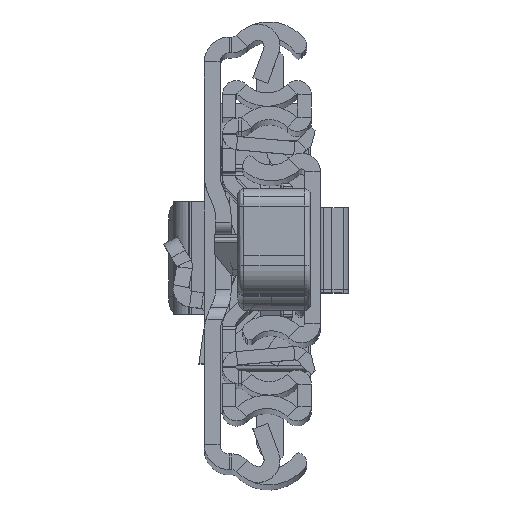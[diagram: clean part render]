
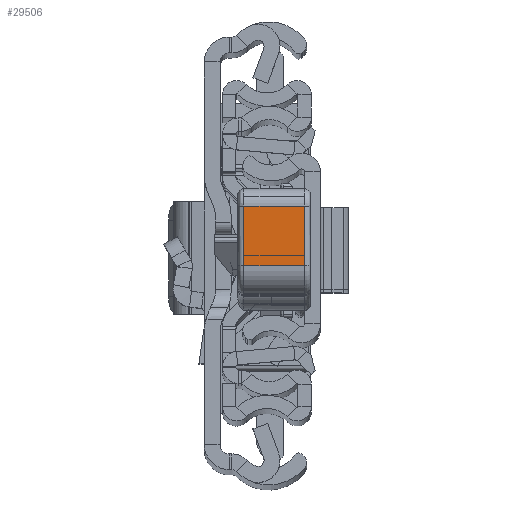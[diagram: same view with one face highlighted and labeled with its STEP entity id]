
A CAD part, top view. The second image highlights one B-rep face of the part: STEP entity #29506.
In plain terms, the highlighted face is planar.
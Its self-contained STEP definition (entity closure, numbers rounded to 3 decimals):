
#27 = CARTESIAN_POINT ( 'NONE',  ( 39.55, -12.274, 0. ) ) ;
#3727 = VECTOR ( 'NONE', #25692, 1000. ) ;
#5172 = CARTESIAN_POINT ( 'NONE',  ( 39.55, -12.274, -11. ) ) ;
#5448 = LINE ( 'NONE', #34815, #23432 ) ;
#7104 = CARTESIAN_POINT ( 'NONE',  ( 39.55, -12.274, -11. ) ) ;
#7394 = VERTEX_POINT ( 'NONE', #20787 ) ;
#8400 = ORIENTED_EDGE ( 'NONE', *, *, #35398, .F. ) ;
#8953 = ORIENTED_EDGE ( 'NONE', *, *, #23803, .F. ) ;
#9691 = EDGE_LOOP ( 'NONE', ( #8953, #25919, #8400, #9775 ) ) ;
#9775 = ORIENTED_EDGE ( 'NONE', *, *, #18729, .F. ) ;
#10213 = DIRECTION ( 'NONE',  ( -0.027, -1., 0. ) ) ;
#11116 = VERTEX_POINT ( 'NONE', #30688 ) ;
#12096 = CARTESIAN_POINT ( 'NONE',  ( 39.55, -12.274, 0. ) ) ;
#13200 = CARTESIAN_POINT ( 'NONE',  ( 39.818, -2.465, 0. ) ) ;
#15789 = CARTESIAN_POINT ( 'NONE',  ( 39.818, -2.465, -11. ) ) ;
#17604 = DIRECTION ( 'NONE',  ( -0.027, -1., 0. ) ) ;
#18729 = EDGE_CURVE ( 'NONE', #21612, #36483, #20045, .T. ) ;
#19474 = EDGE_CURVE ( 'NONE', #11116, #7394, #5448, .T. ) ;
#20045 = LINE ( 'NONE', #27, #3727 ) ;
#20111 = AXIS2_PLACEMENT_3D ( 'NONE', #5172, #35893, #10213 ) ;
#20787 = CARTESIAN_POINT ( 'NONE',  ( 39.55, -12.274, -10. ) ) ;
#21246 = VECTOR ( 'NONE', #29864, 1000. ) ;
#21421 = LINE ( 'NONE', #15789, #21246 ) ;
#21612 = VERTEX_POINT ( 'NONE', #12096 ) ;
#23432 = VECTOR ( 'NONE', #17604, 1000. ) ;
#23803 = EDGE_CURVE ( 'NONE', #7394, #21612, #36119, .T. ) ;
#24489 = PLANE ( 'NONE',  #20111 ) ;
#25692 = DIRECTION ( 'NONE',  ( 0.027, 1., 0. ) ) ;
#25919 = ORIENTED_EDGE ( 'NONE', *, *, #19474, .F. ) ;
#29506 = ADVANCED_FACE ( 'NONE', ( #30832 ), #24489, .F. ) ;
#29864 = DIRECTION ( 'NONE',  ( 0., 0., -1. ) ) ;
#30688 = CARTESIAN_POINT ( 'NONE',  ( 39.818, -2.465, -10. ) ) ;
#30832 = FACE_OUTER_BOUND ( 'NONE', #9691, .T. ) ;
#33488 = DIRECTION ( 'NONE',  ( 0., 0., 1. ) ) ;
#34815 = CARTESIAN_POINT ( 'NONE',  ( 39.55, -12.274, -10. ) ) ;
#35398 = EDGE_CURVE ( 'NONE', #36483, #11116, #21421, .T. ) ;
#35736 = VECTOR ( 'NONE', #33488, 1000. ) ;
#35893 = DIRECTION ( 'NONE',  ( -1., 0.027, 0. ) ) ;
#36119 = LINE ( 'NONE', #7104, #35736 ) ;
#36483 = VERTEX_POINT ( 'NONE', #13200 ) ;
